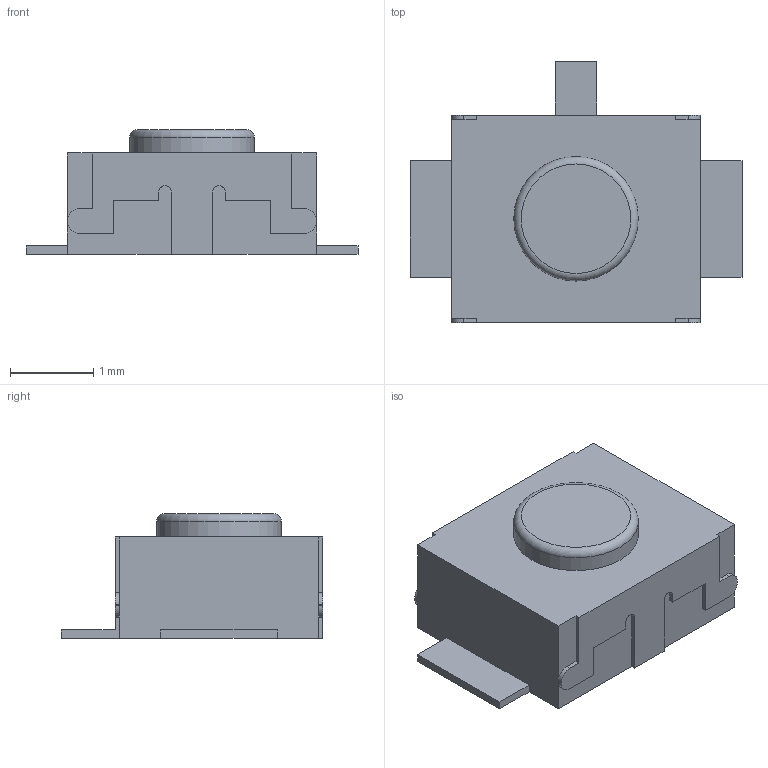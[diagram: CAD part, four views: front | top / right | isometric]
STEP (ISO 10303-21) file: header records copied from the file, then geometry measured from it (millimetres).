
FILE_DESCRIPTION(('HOOPS Exchange Step'),'2;1');
FILE_NAME('temp_export','2023-09-06T20:28:41+08:00',('30abd'),('Shapr3D Limited'),'HOOPS Exchange 2023.2','Shapr3D','Authorized');
FILE_SCHEMA( ('AUTOMOTIVE_DESIGN { 1 0 10303 214 1 1 1 1 }') );
Length unit declared in the file: millimetre
Products named in the file (1): root
Bounding box: 4 x 3.15 x 1.5 mm (x, y, z)
Volume: 9.6 mm3; surface area: 33.5 mm2
Topology: 1 solids, 1 shells, 67 faces, 191 edges, 127 vertices
Faces by surface type: plane 53, cylinder 13, torus 1
Full cylindrical faces by diameter (mm): 1.5 x1
Entity records: 2189 total; most frequent: CARTESIAN_POINT 386, ORIENTED_EDGE 382, DIRECTION 355, EDGE_CURVE 191, VECTOR 163, LINE 163, VERTEX_POINT 127, AXIS2_PLACEMENT_3D 96
